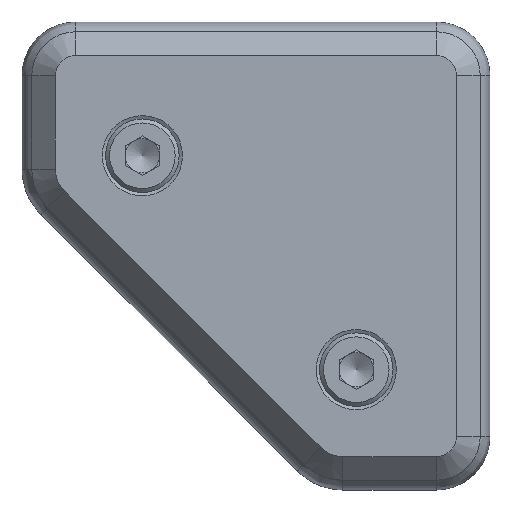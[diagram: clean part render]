
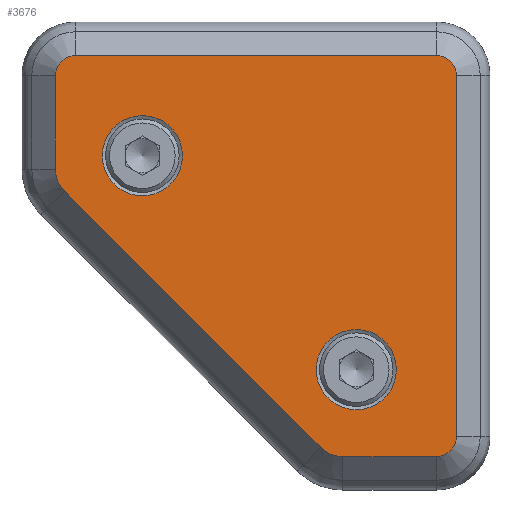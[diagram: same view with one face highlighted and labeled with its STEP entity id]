
A CAD part, front view. The second image highlights one B-rep face of the part: STEP entity #3676.
In plain terms, the highlighted planar face has unit normal (0, -1, 0).
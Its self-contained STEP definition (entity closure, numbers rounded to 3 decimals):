
#116=FACE_BOUND('',#669,.T.);
#117=FACE_BOUND('',#670,.T.);
#181=PLANE('',#4117);
#436=FACE_OUTER_BOUND('',#668,.T.);
#668=EDGE_LOOP('',(#3148,#3149,#3150,#3151,#3152,#3153,#3154,#3155,#3156,
#3157));
#669=EDGE_LOOP('',(#3158));
#670=EDGE_LOOP('',(#3159));
#917=LINE('',#6508,#1209);
#921=LINE('',#6517,#1213);
#924=LINE('',#6525,#1216);
#936=LINE('',#6552,#1228);
#939=LINE('',#6560,#1231);
#1209=VECTOR('',#5025,10.);
#1213=VECTOR('',#5035,10.);
#1216=VECTOR('',#5044,10.);
#1228=VECTOR('',#5074,10.);
#1231=VECTOR('',#5083,10.);
#1489=CIRCLE('',#4096,1.5);
#1490=CIRCLE('',#4099,2.3);
#1492=CIRCLE('',#4108,2.3);
#1493=CIRCLE('',#4111,1.5);
#1494=CIRCLE('',#4114,1.5);
#1496=CIRCLE('',#4118,3.);
#1497=CIRCLE('',#4119,3.);
#1786=VERTEX_POINT('',#6505);
#1787=VERTEX_POINT('',#6507);
#1788=VERTEX_POINT('',#6511);
#1789=VERTEX_POINT('',#6515);
#1790=VERTEX_POINT('',#6519);
#1791=VERTEX_POINT('',#6523);
#1796=VERTEX_POINT('',#6546);
#1797=VERTEX_POINT('',#6550);
#1798=VERTEX_POINT('',#6554);
#1799=VERTEX_POINT('',#6558);
#1801=VERTEX_POINT('',#6568);
#1802=VERTEX_POINT('',#6570);
#2242=EDGE_CURVE('',#1786,#1787,#917,.T.);
#2245=EDGE_CURVE('',#1788,#1786,#1489,.T.);
#2247=EDGE_CURVE('',#1789,#1788,#921,.T.);
#2249=EDGE_CURVE('',#1790,#1789,#1490,.T.);
#2251=EDGE_CURVE('',#1791,#1790,#924,.T.);
#2263=EDGE_CURVE('',#1796,#1791,#1492,.T.);
#2265=EDGE_CURVE('',#1797,#1796,#936,.T.);
#2267=EDGE_CURVE('',#1798,#1797,#1493,.T.);
#2269=EDGE_CURVE('',#1799,#1798,#939,.T.);
#2270=EDGE_CURVE('',#1787,#1799,#1494,.T.);
#2273=EDGE_CURVE('',#1801,#1801,#1496,.T.);
#2274=EDGE_CURVE('',#1802,#1802,#1497,.T.);
#3148=ORIENTED_EDGE('',*,*,#2249,.F.);
#3149=ORIENTED_EDGE('',*,*,#2251,.F.);
#3150=ORIENTED_EDGE('',*,*,#2263,.F.);
#3151=ORIENTED_EDGE('',*,*,#2265,.F.);
#3152=ORIENTED_EDGE('',*,*,#2267,.F.);
#3153=ORIENTED_EDGE('',*,*,#2269,.F.);
#3154=ORIENTED_EDGE('',*,*,#2270,.F.);
#3155=ORIENTED_EDGE('',*,*,#2242,.F.);
#3156=ORIENTED_EDGE('',*,*,#2245,.F.);
#3157=ORIENTED_EDGE('',*,*,#2247,.F.);
#3158=ORIENTED_EDGE('',*,*,#2273,.T.);
#3159=ORIENTED_EDGE('',*,*,#2274,.T.);
#3676=ADVANCED_FACE('',(#436,#116,#117),#181,.F.);
#4096=AXIS2_PLACEMENT_3D('',#6513,#5030,#5031);
#4099=AXIS2_PLACEMENT_3D('',#6521,#5039,#5040);
#4108=AXIS2_PLACEMENT_3D('',#6548,#5069,#5070);
#4111=AXIS2_PLACEMENT_3D('',#6556,#5078,#5079);
#4114=AXIS2_PLACEMENT_3D('',#6562,#5086,#5087);
#4117=AXIS2_PLACEMENT_3D('',#6567,#5093,#5094);
#4118=AXIS2_PLACEMENT_3D('',#6569,#5095,#5096);
#4119=AXIS2_PLACEMENT_3D('',#6571,#5097,#5098);
#5025=DIRECTION('',(1.,0.,0.));
#5030=DIRECTION('center_axis',(0.,1.,0.));
#5031=DIRECTION('ref_axis',(-0.707,0.,0.707));
#5035=DIRECTION('',(0.,0.,1.));
#5039=DIRECTION('center_axis',(0.,1.,0.));
#5040=DIRECTION('ref_axis',(-0.924,0.,-0.383));
#5044=DIRECTION('',(-0.707,0.,0.707));
#5069=DIRECTION('center_axis',(0.,1.,0.));
#5070=DIRECTION('ref_axis',(-0.383,0.,-0.924));
#5074=DIRECTION('',(-1.,0.,0.));
#5078=DIRECTION('center_axis',(0.,1.,0.));
#5079=DIRECTION('ref_axis',(0.707,0.,-0.707));
#5083=DIRECTION('',(0.,0.,-1.));
#5086=DIRECTION('center_axis',(0.,1.,0.));
#5087=DIRECTION('ref_axis',(0.707,0.,0.707));
#5093=DIRECTION('center_axis',(0.,1.,0.));
#5094=DIRECTION('ref_axis',(1.,0.,0.));
#5095=DIRECTION('center_axis',(0.,1.,0.));
#5096=DIRECTION('ref_axis',(1.,0.,0.));
#5097=DIRECTION('center_axis',(0.,1.,0.));
#5098=DIRECTION('ref_axis',(1.,0.,0.));
#6505=CARTESIAN_POINT('',(59.,-1.,17.5));
#6507=CARTESIAN_POINT('',(86.,-1.,17.5));
#6508=CARTESIAN_POINT('',(50.,-1.,17.5));
#6511=CARTESIAN_POINT('',(57.5,-1.,16.));
#6513=CARTESIAN_POINT('Origin',(59.,-1.,16.));
#6515=CARTESIAN_POINT('',(57.5,-1.,8.988));
#6517=CARTESIAN_POINT('',(57.5,-1.,4.75));
#6519=CARTESIAN_POINT('',(58.174,-1.,7.362));
#6521=CARTESIAN_POINT('Origin',(59.8,-1.,8.988));
#6523=CARTESIAN_POINT('',(77.362,-1.,-11.826));
#6525=CARTESIAN_POINT('',(66.393,-1.,-0.857));
#6546=CARTESIAN_POINT('',(78.988,-1.,-12.5));
#6548=CARTESIAN_POINT('Origin',(78.988,-1.,-10.2));
#6550=CARTESIAN_POINT('',(86.,-1.,-12.5));
#6552=CARTESIAN_POINT('',(67.5,-1.,-12.5));
#6554=CARTESIAN_POINT('',(87.5,-1.,-11.));
#6556=CARTESIAN_POINT('Origin',(86.,-1.,-11.));
#6558=CARTESIAN_POINT('',(87.5,-1.,16.));
#6560=CARTESIAN_POINT('',(87.5,-1.,11.25));
#6562=CARTESIAN_POINT('Origin',(86.,-1.,16.));
#6567=CARTESIAN_POINT('Origin',(45.,-1.,2.5));
#6568=CARTESIAN_POINT('',(77.,-1.,-6.));
#6569=CARTESIAN_POINT('Origin',(80.,-1.,-6.));
#6570=CARTESIAN_POINT('',(61.,-1.,10.));
#6571=CARTESIAN_POINT('Origin',(64.,-1.,10.));
